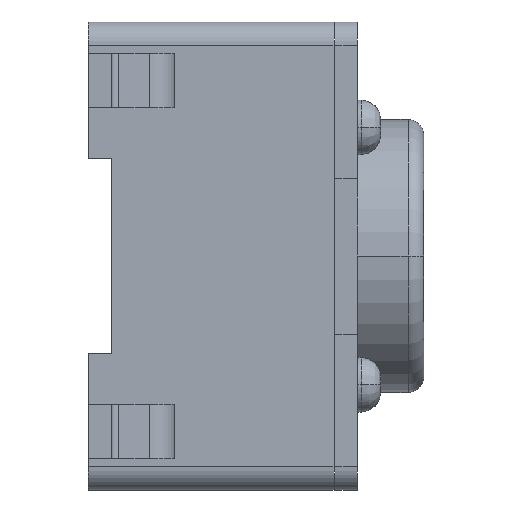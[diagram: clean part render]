
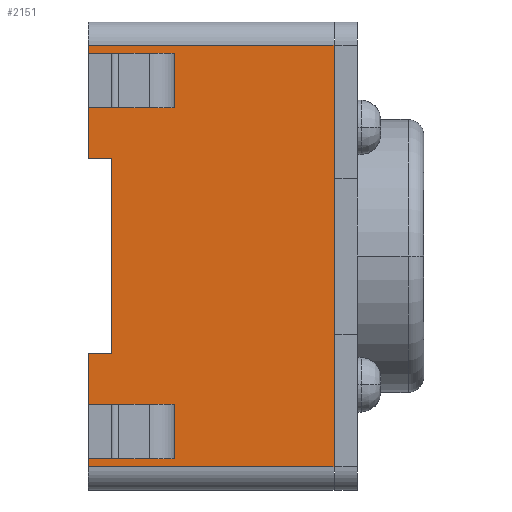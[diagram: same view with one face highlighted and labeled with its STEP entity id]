
A CAD part, front view. The second image highlights one B-rep face of the part: STEP entity #2151.
In plain terms, the highlighted planar face has unit normal (0, -1, 0).
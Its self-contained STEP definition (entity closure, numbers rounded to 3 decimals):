
#26=FACE_BOUND('',#257,.T.);
#27=FACE_BOUND('',#258,.T.);
#133=FACE_OUTER_BOUND('',#256,.T.);
#256=EDGE_LOOP('',(#1521,#1522,#1523,#1524,#1525,#1526,#1527,#1528));
#257=EDGE_LOOP('',(#1529,#1530,#1531,#1532));
#258=EDGE_LOOP('',(#1533,#1534,#1535,#1536));
#376=LINE('',#3109,#602);
#385=LINE('',#3137,#611);
#390=LINE('',#3148,#616);
#394=LINE('',#3162,#620);
#432=LINE('',#3250,#658);
#433=LINE('',#3252,#659);
#434=LINE('',#3253,#660);
#435=LINE('',#3254,#661);
#436=LINE('',#3257,#662);
#437=LINE('',#3259,#663);
#438=LINE('',#3261,#664);
#439=LINE('',#3262,#665);
#440=LINE('',#3265,#666);
#441=LINE('',#3267,#667);
#442=LINE('',#3269,#668);
#443=LINE('',#3270,#669);
#602=VECTOR('',#2477,1.45);
#611=VECTOR('',#2498,1.45);
#616=VECTOR('',#2507,3.15);
#620=VECTOR('',#2519,5.4);
#658=VECTOR('',#2583,0.3);
#659=VECTOR('',#2584,2.5);
#660=VECTOR('',#2585,0.3);
#661=VECTOR('',#2586,3.15);
#662=VECTOR('',#2587,0.7);
#663=VECTOR('',#2588,0.3);
#664=VECTOR('',#2589,0.7);
#665=VECTOR('',#2590,0.3);
#666=VECTOR('',#2591,0.7);
#667=VECTOR('',#2592,0.3);
#668=VECTOR('',#2593,0.7);
#669=VECTOR('',#2594,0.3);
#913=VERTEX_POINT('',#3100);
#917=VERTEX_POINT('',#3107);
#929=VERTEX_POINT('',#3134);
#930=VERTEX_POINT('',#3136);
#933=VERTEX_POINT('',#3144);
#940=VERTEX_POINT('',#3161);
#977=VERTEX_POINT('',#3249);
#978=VERTEX_POINT('',#3251);
#979=VERTEX_POINT('',#3255);
#980=VERTEX_POINT('',#3256);
#981=VERTEX_POINT('',#3258);
#982=VERTEX_POINT('',#3260);
#983=VERTEX_POINT('',#3263);
#984=VERTEX_POINT('',#3264);
#985=VERTEX_POINT('',#3266);
#986=VERTEX_POINT('',#3268);
#1123=EDGE_CURVE('',#913,#917,#376,.T.);
#1135=EDGE_CURVE('',#930,#929,#385,.T.);
#1141=EDGE_CURVE('',#933,#913,#390,.T.);
#1147=EDGE_CURVE('',#940,#933,#394,.T.);
#1191=EDGE_CURVE('',#917,#977,#432,.T.);
#1192=EDGE_CURVE('',#977,#978,#433,.T.);
#1193=EDGE_CURVE('',#930,#978,#434,.T.);
#1194=EDGE_CURVE('',#940,#929,#435,.T.);
#1195=EDGE_CURVE('',#979,#980,#436,.T.);
#1196=EDGE_CURVE('',#980,#981,#437,.T.);
#1197=EDGE_CURVE('',#982,#981,#438,.T.);
#1198=EDGE_CURVE('',#979,#982,#439,.T.);
#1199=EDGE_CURVE('',#983,#984,#440,.T.);
#1200=EDGE_CURVE('',#985,#983,#441,.T.);
#1201=EDGE_CURVE('',#985,#986,#442,.T.);
#1202=EDGE_CURVE('',#986,#984,#443,.T.);
#1521=ORIENTED_EDGE('',*,*,#1147,.T.);
#1522=ORIENTED_EDGE('',*,*,#1141,.T.);
#1523=ORIENTED_EDGE('',*,*,#1123,.T.);
#1524=ORIENTED_EDGE('',*,*,#1191,.T.);
#1525=ORIENTED_EDGE('',*,*,#1192,.T.);
#1526=ORIENTED_EDGE('',*,*,#1193,.F.);
#1527=ORIENTED_EDGE('',*,*,#1135,.T.);
#1528=ORIENTED_EDGE('',*,*,#1194,.F.);
#1529=ORIENTED_EDGE('',*,*,#1195,.T.);
#1530=ORIENTED_EDGE('',*,*,#1196,.T.);
#1531=ORIENTED_EDGE('',*,*,#1197,.F.);
#1532=ORIENTED_EDGE('',*,*,#1198,.F.);
#1533=ORIENTED_EDGE('',*,*,#1199,.F.);
#1534=ORIENTED_EDGE('',*,*,#1200,.F.);
#1535=ORIENTED_EDGE('',*,*,#1201,.T.);
#1536=ORIENTED_EDGE('',*,*,#1202,.T.);
#2072=PLANE('',#2293);
#2151=ADVANCED_FACE('',(#133,#26,#27),#2072,.T.);
#2293=AXIS2_PLACEMENT_3D('',#3248,#2581,#2582);
#2477=DIRECTION('',(0.,0.,-1.));
#2498=DIRECTION('',(0.,0.,-1.));
#2507=DIRECTION('',(-1.,0.,0.));
#2519=DIRECTION('',(0.,0.,1.));
#2581=DIRECTION('center_axis',(0.,-1.,0.));
#2582=DIRECTION('ref_axis',(0.,0.,-1.));
#2583=DIRECTION('',(1.,0.,0.));
#2584=DIRECTION('',(0.,0.,-1.));
#2585=DIRECTION('',(1.,0.,0.));
#2586=DIRECTION('',(-1.,0.,0.));
#2587=DIRECTION('',(0.,0.,1.));
#2588=DIRECTION('',(1.,0.,0.));
#2589=DIRECTION('',(0.,0.,1.));
#2590=DIRECTION('',(1.,0.,0.));
#2591=DIRECTION('',(0.,0.,1.));
#2592=DIRECTION('',(1.,0.,0.));
#2593=DIRECTION('',(0.,0.,1.));
#2594=DIRECTION('',(1.,0.,0.));
#3100=CARTESIAN_POINT('',(0.,-3.,2.7));
#3107=CARTESIAN_POINT('',(0.,-3.,1.25));
#3109=CARTESIAN_POINT('',(0.,-3.,2.7));
#3134=CARTESIAN_POINT('',(0.,-3.,-2.7));
#3136=CARTESIAN_POINT('',(0.,-3.,-1.25));
#3137=CARTESIAN_POINT('',(0.,-3.,-1.25));
#3144=CARTESIAN_POINT('',(3.15,-3.,2.7));
#3148=CARTESIAN_POINT('',(3.15,-3.,2.7));
#3161=CARTESIAN_POINT('',(3.15,-3.,-2.7));
#3162=CARTESIAN_POINT('',(3.15,-3.,-2.7));
#3248=CARTESIAN_POINT('Origin',(0.,-3.,3.));
#3249=CARTESIAN_POINT('',(0.3,-3.,1.25));
#3250=CARTESIAN_POINT('',(0.,-3.,1.25));
#3251=CARTESIAN_POINT('',(0.3,-3.,-1.25));
#3252=CARTESIAN_POINT('',(0.3,-3.,1.25));
#3253=CARTESIAN_POINT('',(0.,-3.,-1.25));
#3254=CARTESIAN_POINT('',(3.15,-3.,-2.7));
#3255=CARTESIAN_POINT('',(0.8,-3.,1.9));
#3256=CARTESIAN_POINT('',(0.8,-3.,2.6));
#3257=CARTESIAN_POINT('',(0.8,-3.,1.9));
#3258=CARTESIAN_POINT('',(1.1,-3.,2.6));
#3259=CARTESIAN_POINT('',(0.8,-3.,2.6));
#3260=CARTESIAN_POINT('',(1.1,-3.,1.9));
#3261=CARTESIAN_POINT('',(1.1,-3.,1.9));
#3262=CARTESIAN_POINT('',(0.8,-3.,1.9));
#3263=CARTESIAN_POINT('',(1.1,-3.,-2.6));
#3264=CARTESIAN_POINT('',(1.1,-3.,-1.9));
#3265=CARTESIAN_POINT('',(1.1,-3.,-2.6));
#3266=CARTESIAN_POINT('',(0.8,-3.,-2.6));
#3267=CARTESIAN_POINT('',(0.8,-3.,-2.6));
#3268=CARTESIAN_POINT('',(0.8,-3.,-1.9));
#3269=CARTESIAN_POINT('',(0.8,-3.,-2.6));
#3270=CARTESIAN_POINT('',(0.8,-3.,-1.9));
